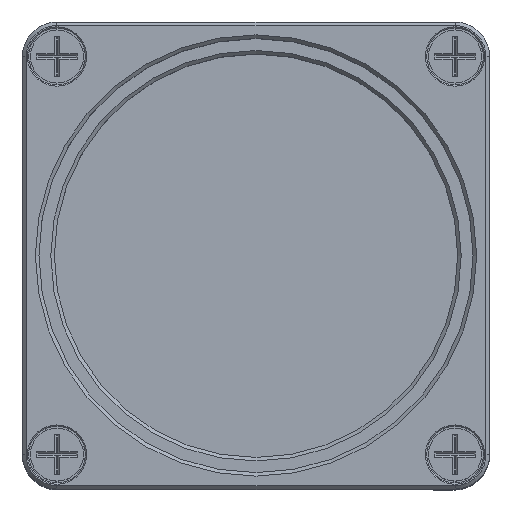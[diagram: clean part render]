
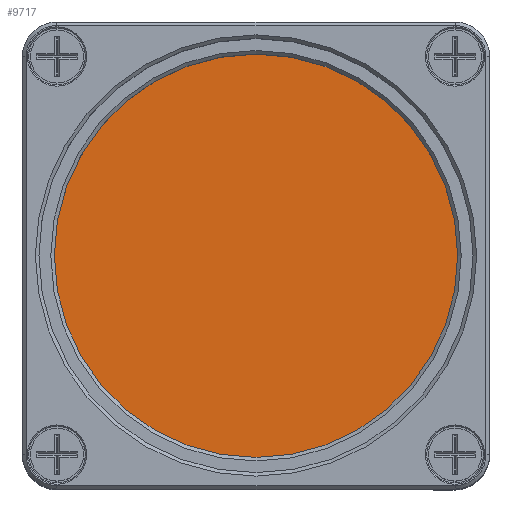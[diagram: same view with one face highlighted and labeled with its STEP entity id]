
A CAD part, top view. The second image highlights one B-rep face of the part: STEP entity #9717.
In plain terms, the highlighted face is planar.
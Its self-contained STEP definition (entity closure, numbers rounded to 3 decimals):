
#1296=FACE_OUTER_BOUND('',#53168,.T.);
#9717=ADVANCED_FACE('',(#1296),#16301,.F.);
#16301=PLANE('',#135108);
#53168=EDGE_LOOP('',(#61759));
#61759=ORIENTED_EDGE('',*,*,#112247,.F.);
#99157=VERTEX_POINT('',#183732);
#112247=EDGE_CURVE('',#99157,#99157,#131001,.T.);
#131001=CIRCLE('',#135105,12.5);
#135105=AXIS2_PLACEMENT_3D('',#183731,#147009,#147010);
#135108=AXIS2_PLACEMENT_3D('',#183735,#147015,#147016);
#147009=DIRECTION('',(0.,0.,1.));
#147010=DIRECTION('',(1.,0.,0.));
#147015=DIRECTION('',(0.,0.,1.));
#147016=DIRECTION('',(1.,0.,0.));
#183731=CARTESIAN_POINT('',(0.,0.,0.));
#183732=CARTESIAN_POINT('',(12.5,0.,0.));
#183735=CARTESIAN_POINT('',(0.,0.,0.));
